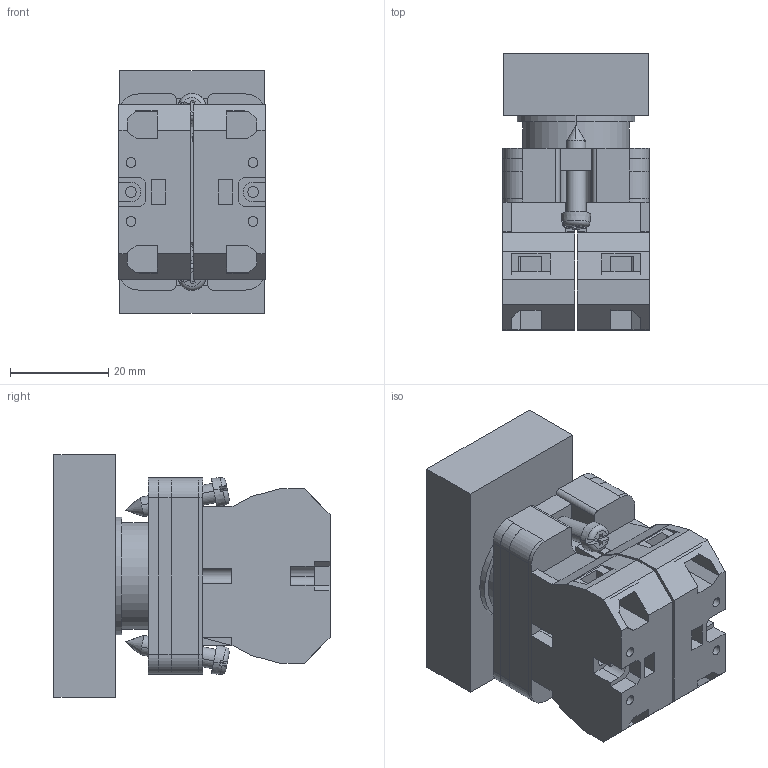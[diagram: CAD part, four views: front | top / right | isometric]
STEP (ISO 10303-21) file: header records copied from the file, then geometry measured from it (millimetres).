
FILE_DESCRIPTION (( 'STEP AP214' ), '1' );
FILE_NAME ('GCX3152.step', '2016-06-20T21:07:27', ( '' ), ( '' ), 'SwSTEP 2.0', 'SolidWorks 2016', '' );
FILE_SCHEMA (( 'AUTOMOTIVE_DESIGN' ));
Length unit declared in the file: inch
Products named in the file (5): ecx1030; GCX3152 OPERATOR; ecx1040; ECX3029-2; GCX3152
Assembly tree (4 placements, depth 2):
  GCX3152
    ECX3029-2
    ecx1040
    GCX3152 OPERATOR
    ecx1030
Bounding box: 29.91 x 56.3 x 49.5 mm (x, y, z)
Volume: 47885.5 mm3; surface area: 27755.9 mm2
Topology: 8 solids, 8 shells, 495 faces, 1351 edges, 894 vertices
Faces by surface type: plane 322, cylinder 144, cone 15, torus 14
Entity records: 16395 total; most frequent: CARTESIAN_POINT 2939, ORIENTED_EDGE 2694, DIRECTION 2665, EDGE_CURVE 1347, LINE 953, VECTOR 953, VERTEX_POINT 894, AXIS2_PLACEMENT_3D 856
